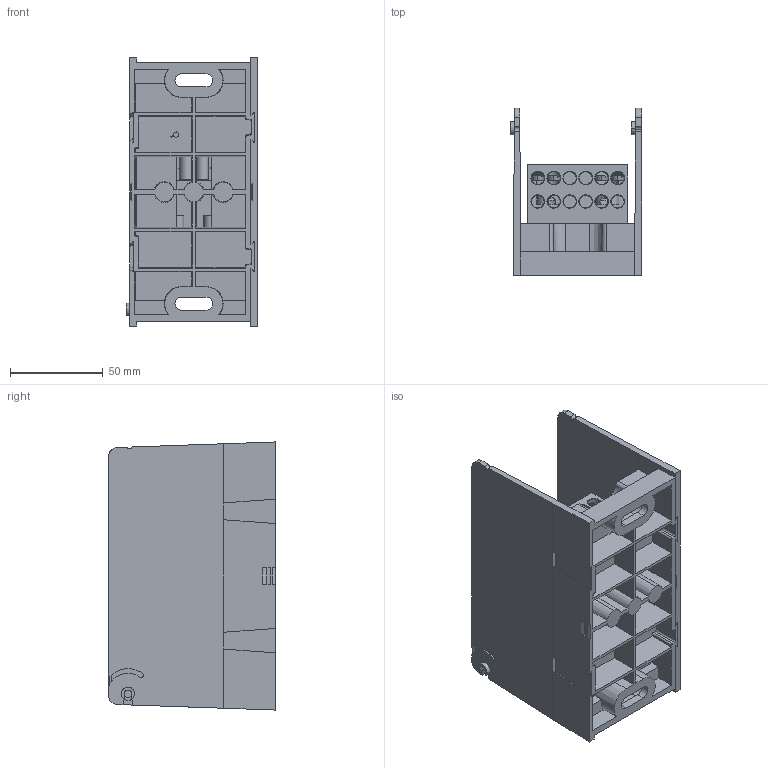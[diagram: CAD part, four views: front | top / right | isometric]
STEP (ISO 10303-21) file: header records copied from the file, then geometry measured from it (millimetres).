
FILE_DESCRIPTION (( 'STEP AP214' ), '1' );
FILE_NAME ('702019rev-1P.STEP', '2015-06-18T19:01:49', ( '' ), ( '' ), 'SwSTEP 2.0', 'SolidWorks 2014', '' );
FILE_SCHEMA (( 'AUTOMOTIVE_DESIGN' ));
Length unit declared in the file: inch
Products named in the file (1): 702019rev-1P
Bounding box: 71.25 x 90.17 x 144.78 mm (x, y, z)
Surface area: 109799.7 mm2 (no closed solid volume)
Topology: 0 solids, 32 shells, 476 faces, 1650 edges, 1168 vertices
Faces by surface type: plane 216, cylinder 138, cone 118, bspline 4
Full cylindrical faces by diameter (mm): 12.7 x2
Entity records: 27525 total; most frequent: CARTESIAN_POINT 7918, ORIENTED_EDGE 2731, DIRECTION 2515, EDGE_CURVE 1650, VERTEX_POINT 1168, LINE 921, VECTOR 921, AXIS2_PLACEMENT_3D 797
